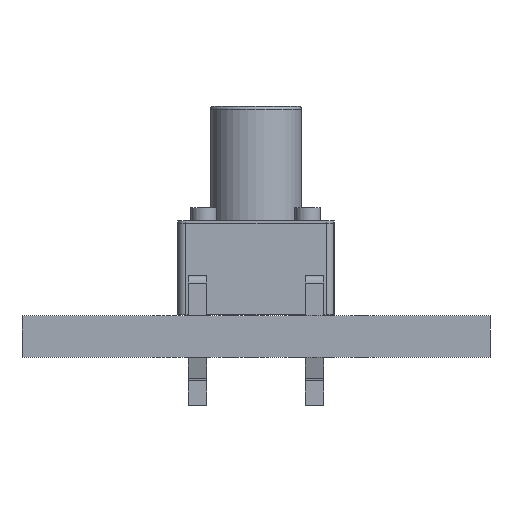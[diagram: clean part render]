
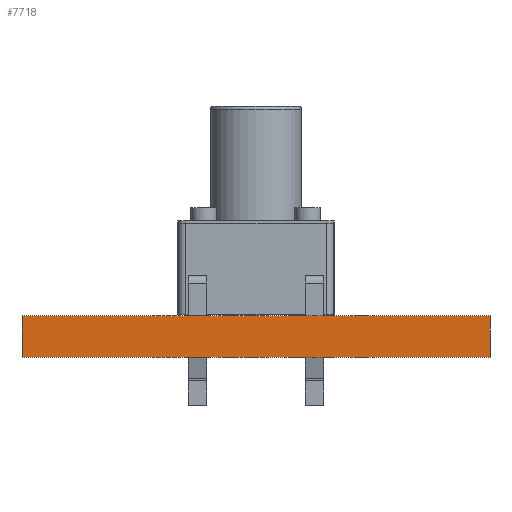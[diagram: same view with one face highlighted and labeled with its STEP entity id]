
A CAD part, front view. The second image highlights one B-rep face of the part: STEP entity #7718.
In plain terms, the highlighted planar face has unit normal (0, -1, 0).
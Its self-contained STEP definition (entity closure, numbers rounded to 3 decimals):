
#7602 = EDGE_CURVE('',#7603,#7605,#7607,.T.);
#7603 = VERTEX_POINT('',#7604);
#7604 = CARTESIAN_POINT('',(18.,0.,0.));
#7605 = VERTEX_POINT('',#7606);
#7606 = CARTESIAN_POINT('',(18.,0.,1.6));
#7607 = SURFACE_CURVE('',#7608,(#7612,#7624),.PCURVE_S1.);
#7608 = LINE('',#7609,#7610);
#7609 = CARTESIAN_POINT('',(18.,0.,0.));
#7610 = VECTOR('',#7611,1.);
#7611 = DIRECTION('',(0.,0.,1.));
#7612 = PCURVE('',#7613,#7618);
#7613 = PLANE('',#7614);
#7614 = AXIS2_PLACEMENT_3D('',#7615,#7616,#7617);
#7615 = CARTESIAN_POINT('',(18.,0.,0.));
#7616 = DIRECTION('',(-1.,0.,0.));
#7617 = DIRECTION('',(0.,1.,0.));
#7618 = DEFINITIONAL_REPRESENTATION('',(#7619),#7623);
#7619 = LINE('',#7620,#7621);
#7620 = CARTESIAN_POINT('',(0.,0.));
#7621 = VECTOR('',#7622,1.);
#7622 = DIRECTION('',(0.,-1.));
#7623 = ( GEOMETRIC_REPRESENTATION_CONTEXT(2) 
PARAMETRIC_REPRESENTATION_CONTEXT() REPRESENTATION_CONTEXT('2D SPACE',''
  ) );
#7624 = PCURVE('',#7625,#7630);
#7625 = PLANE('',#7626);
#7626 = AXIS2_PLACEMENT_3D('',#7627,#7628,#7629);
#7627 = CARTESIAN_POINT('',(0.,0.,0.));
#7628 = DIRECTION('',(0.,1.,0.));
#7629 = DIRECTION('',(1.,0.,0.));
#7630 = DEFINITIONAL_REPRESENTATION('',(#7631),#7635);
#7631 = LINE('',#7632,#7633);
#7632 = CARTESIAN_POINT('',(18.,0.));
#7633 = VECTOR('',#7634,1.);
#7634 = DIRECTION('',(0.,-1.));
#7635 = ( GEOMETRIC_REPRESENTATION_CONTEXT(2) 
PARAMETRIC_REPRESENTATION_CONTEXT() REPRESENTATION_CONTEXT('2D SPACE',''
  ) );
#7653 = PLANE('',#7654);
#7654 = AXIS2_PLACEMENT_3D('',#7655,#7656,#7657);
#7655 = CARTESIAN_POINT('',(9.188,24.846,1.6));
#7656 = DIRECTION('',(0.,0.,1.));
#7657 = DIRECTION('',(1.,0.,0.));
#7707 = PLANE('',#7708);
#7708 = AXIS2_PLACEMENT_3D('',#7709,#7710,#7711);
#7709 = CARTESIAN_POINT('',(9.188,24.846,0.));
#7710 = DIRECTION('',(0.,0.,1.));
#7711 = DIRECTION('',(1.,0.,0.));
#7718 = ADVANCED_FACE('',(#7719),#7625,.F.);
#7719 = FACE_BOUND('',#7720,.F.);
#7720 = EDGE_LOOP('',(#7721,#7751,#7772,#7773));
#7721 = ORIENTED_EDGE('',*,*,#7722,.T.);
#7722 = EDGE_CURVE('',#7723,#7725,#7727,.T.);
#7723 = VERTEX_POINT('',#7724);
#7724 = CARTESIAN_POINT('',(0.,0.,0.));
#7725 = VERTEX_POINT('',#7726);
#7726 = CARTESIAN_POINT('',(0.,0.,1.6));
#7727 = SURFACE_CURVE('',#7728,(#7732,#7739),.PCURVE_S1.);
#7728 = LINE('',#7729,#7730);
#7729 = CARTESIAN_POINT('',(0.,0.,0.));
#7730 = VECTOR('',#7731,1.);
#7731 = DIRECTION('',(0.,0.,1.));
#7732 = PCURVE('',#7625,#7733);
#7733 = DEFINITIONAL_REPRESENTATION('',(#7734),#7738);
#7734 = LINE('',#7735,#7736);
#7735 = CARTESIAN_POINT('',(0.,0.));
#7736 = VECTOR('',#7737,1.);
#7737 = DIRECTION('',(0.,-1.));
#7738 = ( GEOMETRIC_REPRESENTATION_CONTEXT(2) 
PARAMETRIC_REPRESENTATION_CONTEXT() REPRESENTATION_CONTEXT('2D SPACE',''
  ) );
#7739 = PCURVE('',#7740,#7745);
#7740 = PLANE('',#7741);
#7741 = AXIS2_PLACEMENT_3D('',#7742,#7743,#7744);
#7742 = CARTESIAN_POINT('',(0.,50.,0.));
#7743 = DIRECTION('',(1.,0.,0.));
#7744 = DIRECTION('',(0.,-1.,0.));
#7745 = DEFINITIONAL_REPRESENTATION('',(#7746),#7750);
#7746 = LINE('',#7747,#7748);
#7747 = CARTESIAN_POINT('',(50.,0.));
#7748 = VECTOR('',#7749,1.);
#7749 = DIRECTION('',(0.,-1.));
#7750 = ( GEOMETRIC_REPRESENTATION_CONTEXT(2) 
PARAMETRIC_REPRESENTATION_CONTEXT() REPRESENTATION_CONTEXT('2D SPACE',''
  ) );
#7751 = ORIENTED_EDGE('',*,*,#7752,.T.);
#7752 = EDGE_CURVE('',#7725,#7605,#7753,.T.);
#7753 = SURFACE_CURVE('',#7754,(#7758,#7765),.PCURVE_S1.);
#7754 = LINE('',#7755,#7756);
#7755 = CARTESIAN_POINT('',(0.,0.,1.6));
#7756 = VECTOR('',#7757,1.);
#7757 = DIRECTION('',(1.,0.,0.));
#7758 = PCURVE('',#7625,#7759);
#7759 = DEFINITIONAL_REPRESENTATION('',(#7760),#7764);
#7760 = LINE('',#7761,#7762);
#7761 = CARTESIAN_POINT('',(0.,-1.6));
#7762 = VECTOR('',#7763,1.);
#7763 = DIRECTION('',(1.,0.));
#7764 = ( GEOMETRIC_REPRESENTATION_CONTEXT(2) 
PARAMETRIC_REPRESENTATION_CONTEXT() REPRESENTATION_CONTEXT('2D SPACE',''
  ) );
#7765 = PCURVE('',#7653,#7766);
#7766 = DEFINITIONAL_REPRESENTATION('',(#7767),#7771);
#7767 = LINE('',#7768,#7769);
#7768 = CARTESIAN_POINT('',(-9.188,-24.846));
#7769 = VECTOR('',#7770,1.);
#7770 = DIRECTION('',(1.,0.));
#7771 = ( GEOMETRIC_REPRESENTATION_CONTEXT(2) 
PARAMETRIC_REPRESENTATION_CONTEXT() REPRESENTATION_CONTEXT('2D SPACE',''
  ) );
#7772 = ORIENTED_EDGE('',*,*,#7602,.F.);
#7773 = ORIENTED_EDGE('',*,*,#7774,.F.);
#7774 = EDGE_CURVE('',#7723,#7603,#7775,.T.);
#7775 = SURFACE_CURVE('',#7776,(#7780,#7787),.PCURVE_S1.);
#7776 = LINE('',#7777,#7778);
#7777 = CARTESIAN_POINT('',(0.,0.,0.));
#7778 = VECTOR('',#7779,1.);
#7779 = DIRECTION('',(1.,0.,0.));
#7780 = PCURVE('',#7625,#7781);
#7781 = DEFINITIONAL_REPRESENTATION('',(#7782),#7786);
#7782 = LINE('',#7783,#7784);
#7783 = CARTESIAN_POINT('',(0.,0.));
#7784 = VECTOR('',#7785,1.);
#7785 = DIRECTION('',(1.,0.));
#7786 = ( GEOMETRIC_REPRESENTATION_CONTEXT(2) 
PARAMETRIC_REPRESENTATION_CONTEXT() REPRESENTATION_CONTEXT('2D SPACE',''
  ) );
#7787 = PCURVE('',#7707,#7788);
#7788 = DEFINITIONAL_REPRESENTATION('',(#7789),#7793);
#7789 = LINE('',#7790,#7791);
#7790 = CARTESIAN_POINT('',(-9.188,-24.846));
#7791 = VECTOR('',#7792,1.);
#7792 = DIRECTION('',(1.,0.));
#7793 = ( GEOMETRIC_REPRESENTATION_CONTEXT(2) 
PARAMETRIC_REPRESENTATION_CONTEXT() REPRESENTATION_CONTEXT('2D SPACE',''
  ) );
